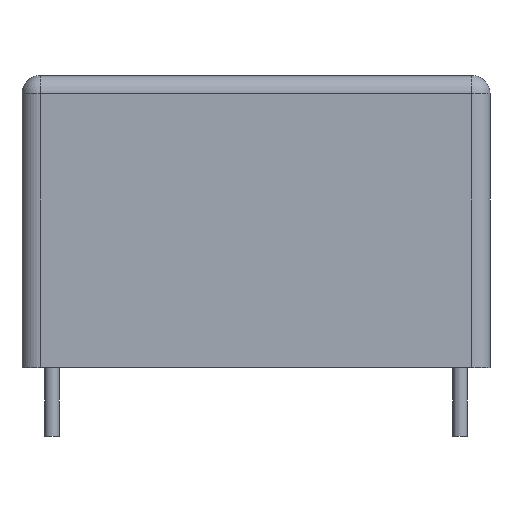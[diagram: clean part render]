
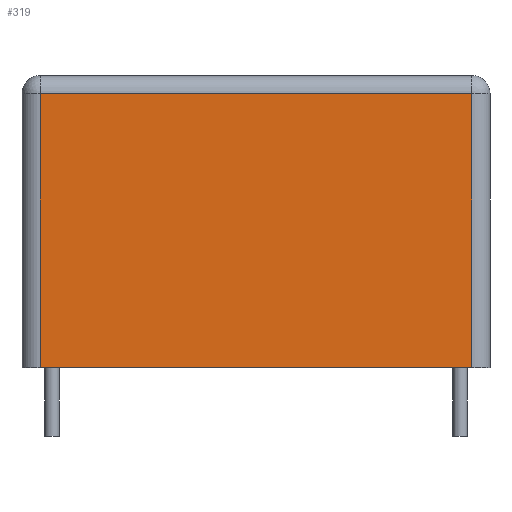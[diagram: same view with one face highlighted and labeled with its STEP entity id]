
A CAD part, front view. The second image highlights one B-rep face of the part: STEP entity #319.
In plain terms, the highlighted planar face has unit normal (0, -1, 0).
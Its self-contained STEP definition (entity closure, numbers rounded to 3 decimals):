
#20=LINE($,#538,#40);
#23=LINE($,#553,#43);
#26=LINE($,#557,#46);
#32=LINE($,#567,#52);
#40=VECTOR($,#438,15.1);
#43=VECTOR($,#455,15.1);
#46=VECTOR($,#460,23.8);
#52=VECTOR($,#474,23.8);
#69=PLANE($,#370);
#95=FACE_OUTER_BOUND($,#121,.T.);
#121=EDGE_LOOP($,(#266,#267,#268,#269));
#160=VERTEX_POINT($,#527);
#163=VERTEX_POINT($,#534);
#167=VERTEX_POINT($,#546);
#169=VERTEX_POINT($,#551);
#191=EDGE_CURVE($,#160,#163,#20,.T.);
#198=EDGE_CURVE($,#169,#167,#23,.T.);
#201=EDGE_CURVE($,#167,#160,#26,.T.);
#207=EDGE_CURVE($,#163,#169,#32,.T.);
#266=ORIENTED_EDGE($,*,*,#191,.F.);
#267=ORIENTED_EDGE($,*,*,#201,.F.);
#268=ORIENTED_EDGE($,*,*,#198,.F.);
#269=ORIENTED_EDGE($,*,*,#207,.F.);
#319=ADVANCED_FACE($,(#95),#69,.T.);
#370=AXIS2_PLACEMENT_3D($,#566,#472,#473);
#438=DIRECTION($,(0.,0.,-1.));
#455=DIRECTION($,(0.,0.,1.));
#460=DIRECTION($,(1.,0.,0.));
#472=DIRECTION('center_axis',(0.,-1.,0.));
#473=DIRECTION('ref_axis',(1.,0.,0.));
#474=DIRECTION($,(-1.,0.,0.));
#527=CARTESIAN_POINT('',(11.9,-4.1,15.1));
#534=CARTESIAN_POINT('',(11.9,-4.1,0.));
#538=CARTESIAN_POINT($,(11.9,-4.1,0.));
#546=CARTESIAN_POINT('',(-11.9,-4.1,15.1));
#551=CARTESIAN_POINT('',(-11.9,-4.1,0.));
#553=CARTESIAN_POINT($,(-11.9,-4.1,0.));
#557=CARTESIAN_POINT($,(-6.45,-4.1,15.1));
#566=CARTESIAN_POINT('Origin',(-12.9,-4.1,0.));
#567=CARTESIAN_POINT($,(12.9,-4.1,0.));
